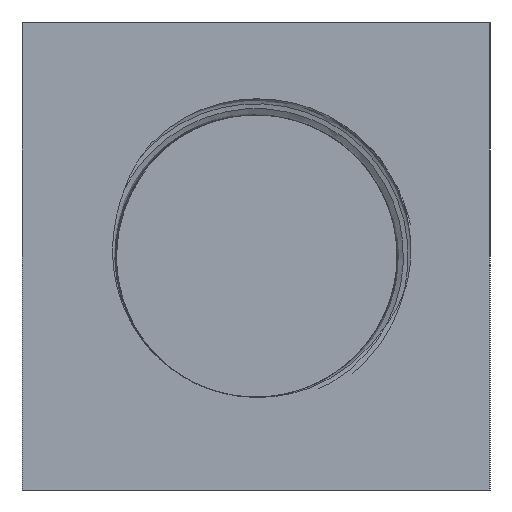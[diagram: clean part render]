
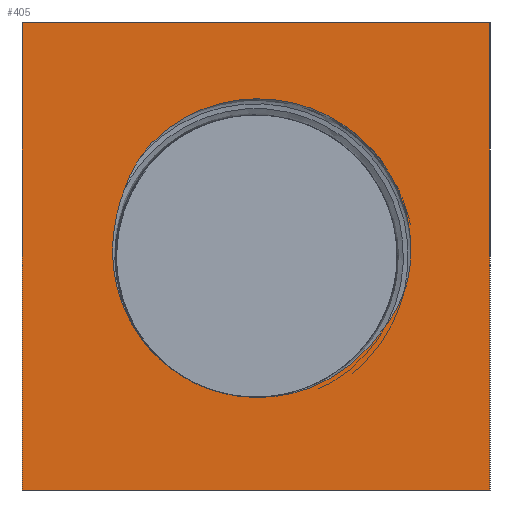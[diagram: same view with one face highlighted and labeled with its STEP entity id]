
A CAD part, left-side view. The second image highlights one B-rep face of the part: STEP entity #405.
In plain terms, the highlighted planar face has unit normal (-1, 0, 0).
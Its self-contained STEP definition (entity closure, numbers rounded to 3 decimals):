
#132=FACE_BOUND('',#193,.T.);
#136=LINE('',#6596,#148);
#141=LINE('',#6606,#153);
#142=LINE('',#6609,#154);
#143=LINE('',#6610,#155);
#148=VECTOR('',#473,10.);
#153=VECTOR('',#482,10.);
#154=VECTOR('',#485,10.);
#155=VECTOR('',#486,10.);
#160=PLANE('',#442);
#173=FACE_OUTER_BOUND('',#192,.T.);
#192=EDGE_LOOP('',(#340,#341,#342,#343));
#193=EDGE_LOOP('',(#344,#345,#346,#347,#348));
#205=B_SPLINE_CURVE_WITH_KNOTS('',3,(#2048,#2049,#2050,#2051,#2052,#2053,
#2054,#2055,#2056,#2057,#2058,#2059,#2060,#2061,#2062,#2063,#2064,#2065),
 .UNSPECIFIED.,.F.,.F.,(4,2,2,2,2,2,2,2,4),(0.,0.314,0.611,
0.92,1.233,1.534,1.82,2.093,
2.344),.UNSPECIFIED.);
#208=B_SPLINE_CURVE_WITH_KNOTS('',3,(#3001,#3002,#3003,#3004,#3005,#3006,
#3007,#3008,#3009,#3010,#3011,#3012,#3013,#3014,#3015,#3016,#3017,#3018,
#3019),.UNSPECIFIED.,.F.,.F.,(4,3,3,3,3,3,4),(0.,0.12,0.209,
0.236,0.256,0.377,0.478),
 .UNSPECIFIED.);
#211=B_SPLINE_CURVE_WITH_KNOTS('',3,(#4140,#4141,#4142,#4143,#4144,#4145,
#4146,#4147,#4148,#4149),.UNSPECIFIED.,.F.,.F.,(4,2,2,2,4),(0.,0.717,
1.414,2.086,3.117),.UNSPECIFIED.);
#215=B_SPLINE_CURVE_WITH_KNOTS('',3,(#5624,#5625,#5626,#5627,#5628,#5629,
#5630,#5631,#5632,#5633,#5634,#5635,#5636,#5637,#5638,#5639,#5640,#5641,
#5642),.UNSPECIFIED.,.F.,.F.,(4,3,3,3,3,3,4),(0.,0.122,0.211,
0.237,0.255,0.375,0.478),
 .UNSPECIFIED.);
#217=B_SPLINE_CURVE_WITH_KNOTS('',3,(#6578,#6579,#6580,#6581,#6582,#6583,
#6584,#6585,#6586,#6587),.UNSPECIFIED.,.F.,.F.,(4,2,2,2,4),(0.,0.477,
0.791,1.053,1.327),.UNSPECIFIED.);
#235=VERTEX_POINT('',#1864);
#236=VERTEX_POINT('',#2047);
#238=VERTEX_POINT('',#3000);
#240=VERTEX_POINT('',#4139);
#242=VERTEX_POINT('',#5440);
#243=VERTEX_POINT('',#6589);
#246=VERTEX_POINT('',#6594);
#249=VERTEX_POINT('',#6604);
#250=VERTEX_POINT('',#6608);
#263=EDGE_CURVE('',#236,#235,#205,.T.);
#266=EDGE_CURVE('',#238,#236,#208,.T.);
#269=EDGE_CURVE('',#240,#238,#211,.T.);
#273=EDGE_CURVE('',#235,#242,#215,.T.);
#275=EDGE_CURVE('',#242,#240,#217,.T.);
#279=EDGE_CURVE('',#246,#243,#136,.T.);
#284=EDGE_CURVE('',#246,#249,#141,.T.);
#285=EDGE_CURVE('',#250,#249,#142,.T.);
#286=EDGE_CURVE('',#243,#250,#143,.T.);
#340=ORIENTED_EDGE('',*,*,#284,.T.);
#341=ORIENTED_EDGE('',*,*,#285,.F.);
#342=ORIENTED_EDGE('',*,*,#286,.F.);
#343=ORIENTED_EDGE('',*,*,#279,.F.);
#344=ORIENTED_EDGE('',*,*,#269,.T.);
#345=ORIENTED_EDGE('',*,*,#266,.T.);
#346=ORIENTED_EDGE('',*,*,#263,.T.);
#347=ORIENTED_EDGE('',*,*,#273,.T.);
#348=ORIENTED_EDGE('',*,*,#275,.T.);
#405=ADVANCED_FACE('',(#173,#132),#160,.T.);
#442=AXIS2_PLACEMENT_3D('',#6607,#483,#484);
#473=DIRECTION('',(0.,1.,0.));
#482=DIRECTION('',(0.,0.,1.));
#483=DIRECTION('center_axis',(-1.,0.,0.));
#484=DIRECTION('ref_axis',(0.,-1.,0.));
#485=DIRECTION('',(0.,-1.,0.));
#486=DIRECTION('',(0.,0.,1.));
#1864=CARTESIAN_POINT('',(-30.,-18.931,-4.75));
#2047=CARTESIAN_POINT('',(-30.,14.866,12.647));
#2048=CARTESIAN_POINT('Ctrl Pts',(-30.,14.866,12.647));
#2049=CARTESIAN_POINT('Ctrl Pts',(-30.,14.295,13.525));
#2050=CARTESIAN_POINT('Ctrl Pts',(-30.,13.01,15.128));
#2051=CARTESIAN_POINT('Ctrl Pts',(-30.,8.876,18.071));
#2052=CARTESIAN_POINT('Ctrl Pts',(-30.,6.591,19.089));
#2053=CARTESIAN_POINT('Ctrl Pts',(-30.,1.666,20.235));
#2054=CARTESIAN_POINT('Ctrl Pts',(-30.,-0.944,20.313));
#2055=CARTESIAN_POINT('Ctrl Pts',(-30.,-6.067,19.452));
#2056=CARTESIAN_POINT('Ctrl Pts',(-30.,-8.531,18.512));
#2057=CARTESIAN_POINT('Ctrl Pts',(-30.,-12.866,15.78));
#2058=CARTESIAN_POINT('Ctrl Pts',(-30.,-14.718,14.046));
#2059=CARTESIAN_POINT('Ctrl Pts',(-30.,-17.588,10.081));
#2060=CARTESIAN_POINT('Ctrl Pts',(-30.,-18.623,7.91));
#2061=CARTESIAN_POINT('Ctrl Pts',(-30.,-19.819,3.406));
#2062=CARTESIAN_POINT('Ctrl Pts',(-30.,-19.974,1.242));
#2063=CARTESIAN_POINT('Ctrl Pts',(-30.,-19.645,-2.577));
#2064=CARTESIAN_POINT('Ctrl Pts',(-30.,-19.237,-3.97));
#2065=CARTESIAN_POINT('Ctrl Pts',(-30.,-18.931,-4.75));
#3000=CARTESIAN_POINT('',(-30.,16.949,8.36));
#3001=CARTESIAN_POINT('Ctrl Pts',(-30.,16.949,8.36));
#3002=CARTESIAN_POINT('Ctrl Pts',(-30.,16.821,8.737));
#3003=CARTESIAN_POINT('Ctrl Pts',(-30.,16.681,9.11));
#3004=CARTESIAN_POINT('Ctrl Pts',(-30.,16.53,9.478));
#3005=CARTESIAN_POINT('Ctrl Pts',(-30.,16.416,9.754));
#3006=CARTESIAN_POINT('Ctrl Pts',(-30.,16.296,10.028));
#3007=CARTESIAN_POINT('Ctrl Pts',(-30.,16.17,10.298));
#3008=CARTESIAN_POINT('Ctrl Pts',(-30.,16.132,10.378));
#3009=CARTESIAN_POINT('Ctrl Pts',(-30.,16.094,10.458));
#3010=CARTESIAN_POINT('Ctrl Pts',(-30.,16.056,10.537));
#3011=CARTESIAN_POINT('Ctrl Pts',(-30.,16.026,10.6));
#3012=CARTESIAN_POINT('Ctrl Pts',(-30.,15.995,10.661));
#3013=CARTESIAN_POINT('Ctrl Pts',(-30.,15.964,10.723));
#3014=CARTESIAN_POINT('Ctrl Pts',(-30.,15.785,11.083));
#3015=CARTESIAN_POINT('Ctrl Pts',(-30.,15.594,11.438));
#3016=CARTESIAN_POINT('Ctrl Pts',(-30.,15.392,11.786));
#3017=CARTESIAN_POINT('Ctrl Pts',(-30.,15.224,12.077));
#3018=CARTESIAN_POINT('Ctrl Pts',(-30.,15.048,12.364));
#3019=CARTESIAN_POINT('Ctrl Pts',(-30.,14.864,12.646));
#4139=CARTESIAN_POINT('',(-30.,8.281,-16.089));
#4140=CARTESIAN_POINT('Ctrl Pts',(-30.,8.281,-16.089));
#4141=CARTESIAN_POINT('Ctrl Pts',(-30.,10.406,-14.995));
#4142=CARTESIAN_POINT('Ctrl Pts',(-30.,12.297,-13.502));
#4143=CARTESIAN_POINT('Ctrl Pts',(-30.,15.37,-9.929));
#4144=CARTESIAN_POINT('Ctrl Pts',(-30.,16.54,-7.902));
#4145=CARTESIAN_POINT('Ctrl Pts',(-30.,18.058,-3.596));
#4146=CARTESIAN_POINT('Ctrl Pts',(-30.,18.419,-1.373));
#4147=CARTESIAN_POINT('Ctrl Pts',(-30.,18.359,4.317));
#4148=CARTESIAN_POINT('Ctrl Pts',(-30.,17.429,6.938));
#4149=CARTESIAN_POINT('Ctrl Pts',(-30.,16.949,8.36));
#5440=CARTESIAN_POINT('',(-30.,-16.652,-8.936));
#5624=CARTESIAN_POINT('Ctrl Pts',(-30.,-18.931,-4.75));
#5625=CARTESIAN_POINT('Ctrl Pts',(-30.,-18.783,-5.127));
#5626=CARTESIAN_POINT('Ctrl Pts',(-30.,-18.623,-5.501));
#5627=CARTESIAN_POINT('Ctrl Pts',(-30.,-18.451,-5.868));
#5628=CARTESIAN_POINT('Ctrl Pts',(-30.,-18.325,-6.137));
#5629=CARTESIAN_POINT('Ctrl Pts',(-30.,-18.193,-6.403));
#5630=CARTESIAN_POINT('Ctrl Pts',(-30.,-18.055,-6.665));
#5631=CARTESIAN_POINT('Ctrl Pts',(-30.,-18.014,-6.743));
#5632=CARTESIAN_POINT('Ctrl Pts',(-30.,-17.973,-6.82));
#5633=CARTESIAN_POINT('Ctrl Pts',(-30.,-17.931,-6.897));
#5634=CARTESIAN_POINT('Ctrl Pts',(-30.,-17.902,-6.95));
#5635=CARTESIAN_POINT('Ctrl Pts',(-30.,-17.873,-7.003));
#5636=CARTESIAN_POINT('Ctrl Pts',(-30.,-17.844,-7.056));
#5637=CARTESIAN_POINT('Ctrl Pts',(-30.,-17.65,-7.405));
#5638=CARTESIAN_POINT('Ctrl Pts',(-30.,-17.445,-7.747));
#5639=CARTESIAN_POINT('Ctrl Pts',(-30.,-17.229,-8.083));
#5640=CARTESIAN_POINT('Ctrl Pts',(-30.,-17.044,-8.372));
#5641=CARTESIAN_POINT('Ctrl Pts',(-30.,-16.851,-8.656));
#5642=CARTESIAN_POINT('Ctrl Pts',(-30.,-16.65,-8.935));
#6578=CARTESIAN_POINT('Ctrl Pts',(-30.,-16.652,-8.936));
#6579=CARTESIAN_POINT('Ctrl Pts',(-30.,-15.722,-10.225));
#6580=CARTESIAN_POINT('Ctrl Pts',(-30.,-13.97,-12.735));
#6581=CARTESIAN_POINT('Ctrl Pts',(-30.,-8.779,-16.255));
#6582=CARTESIAN_POINT('Ctrl Pts',(-30.,-6.477,-17.24));
#6583=CARTESIAN_POINT('Ctrl Pts',(-30.,-2.018,-18.171));
#6584=CARTESIAN_POINT('Ctrl Pts',(-30.,0.06,-18.257));
#6585=CARTESIAN_POINT('Ctrl Pts',(-30.,4.264,-17.728));
#6586=CARTESIAN_POINT('Ctrl Pts',(-30.,6.352,-17.082));
#6587=CARTESIAN_POINT('Ctrl Pts',(-30.,8.281,-16.089));
#6589=CARTESIAN_POINT('',(-30.,30.,-30.));
#6594=CARTESIAN_POINT('',(-30.,-30.,-30.));
#6596=CARTESIAN_POINT('',(-30.,30.,-30.));
#6604=CARTESIAN_POINT('',(-30.,-30.,30.));
#6606=CARTESIAN_POINT('',(-30.,-30.,0.));
#6607=CARTESIAN_POINT('Origin',(-30.,30.,0.));
#6608=CARTESIAN_POINT('',(-30.,30.,30.));
#6609=CARTESIAN_POINT('',(-30.,30.,30.));
#6610=CARTESIAN_POINT('',(-30.,30.,0.));
